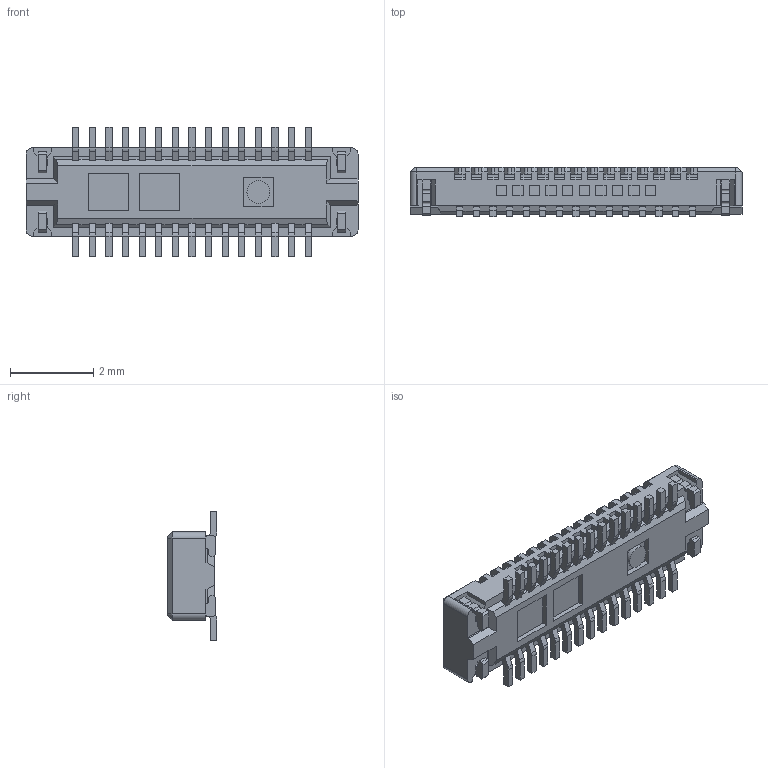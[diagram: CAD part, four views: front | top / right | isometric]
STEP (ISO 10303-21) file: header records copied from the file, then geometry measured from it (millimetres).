
FILE_DESCRIPTION((''),'2;1');
FILE_NAME('559090374','2019-05-22T',('gga'),(''),'PRO/ENGINEER BY PARAMETRIC TECHNOLOGY CORPORATION, 2016010','PRO/ENGINEER BY PARAMETRIC TECHNOLOGY CORPORATION, 2016010','');
FILE_SCHEMA(('CONFIG_CONTROL_DESIGN'));
Length unit declared in the file: millimetre
Products named in the file (1): 559090374
Bounding box: 8 x 1.2 x 3.13 mm (x, y, z)
Volume: 10.9 mm3; surface area: 94 mm2
Topology: 1 solids, 1 shells, 982 faces, 2959 edges, 2004 vertices
Faces by surface type: plane 802, cylinder 176, cone 4
Entity records: 32702 total; most frequent: CARTESIAN_POINT 5840, ORIENTED_EDGE 5644, DIRECTION 5299, EDGE_CURVE 2822, VECTOR 2577, LINE 2577, VERTEX_POINT 1866, AXIS2_PLACEMENT_3D 1361
